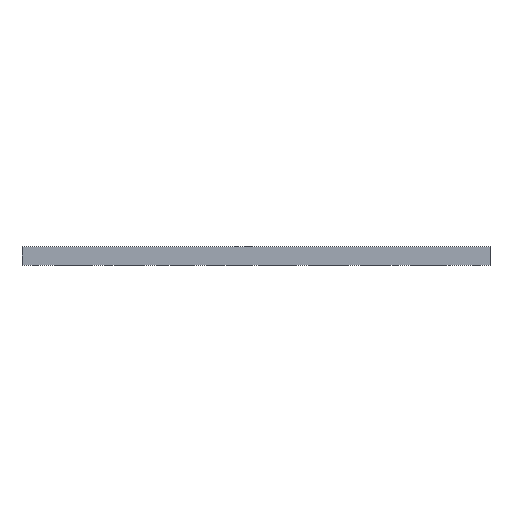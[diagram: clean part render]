
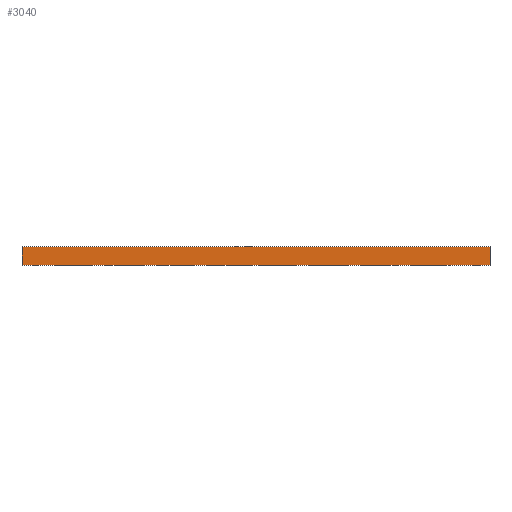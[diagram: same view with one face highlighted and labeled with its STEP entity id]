
A CAD part, front view. The second image highlights one B-rep face of the part: STEP entity #3040.
In plain terms, the highlighted planar face has unit normal (0, -1, 0).
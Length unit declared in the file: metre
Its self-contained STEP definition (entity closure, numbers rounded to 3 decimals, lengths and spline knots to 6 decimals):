
#836=ORIENTED_EDGE('',*,*,#1251,.F.);
#837=ORIENTED_EDGE('',*,*,#1239,.F.);
#838=ORIENTED_EDGE('',*,*,#1253,.T.);
#839=ORIENTED_EDGE('',*,*,#1169,.T.);
#1169=EDGE_CURVE('',#1515,#1514,#1855,.T.);
#1239=EDGE_CURVE('',#1521,#1518,#1925,.T.);
#1251=EDGE_CURVE('',#1518,#1514,#1929,.T.);
#1253=EDGE_CURVE('',#1521,#1515,#1931,.T.);
#1514=VERTEX_POINT('',#4587);
#1515=VERTEX_POINT('',#4589);
#1518=VERTEX_POINT('',#4690);
#1521=VERTEX_POINT('',#4696);
#1855=LINE('',#4588,#2257);
#1925=LINE('',#4697,#2327);
#1929=LINE('',#4720,#2331);
#1931=LINE('',#4728,#2333);
#2257=VECTOR('',#3726,1.);
#2327=VECTOR('',#3860,1.);
#2331=VECTOR('',#3886,1.);
#2333=VECTOR('',#3900,1.);
#2548=EDGE_LOOP('',(#836,#837,#838,#839));
#2764=FACE_BOUND('',#2548,.T.);
#2900=PLANE('',#3201);
#3040=ADVANCED_FACE('',(#2764),#2900,.T.);
#3201=AXIS2_PLACEMENT_3D('',#4727,#3898,#3899);
#3726=DIRECTION('',(0.,0.,-1.));
#3860=DIRECTION('',(0.,0.,-1.));
#3886=DIRECTION('',(-1.,0.,0.));
#3898=DIRECTION('',(0.,-1.,0.));
#3899=DIRECTION('',(0.,0.,-1.));
#3900=DIRECTION('',(-1.,0.,0.));
#4587=CARTESIAN_POINT('',(-0.0875,-0.040175,0.));
#4588=CARTESIAN_POINT('',(-0.0875,-0.040175,0.007));
#4589=CARTESIAN_POINT('',(-0.0875,-0.040175,0.007));
#4690=CARTESIAN_POINT('',(0.0875,-0.040175,0.));
#4696=CARTESIAN_POINT('',(0.0875,-0.040175,0.007));
#4697=CARTESIAN_POINT('',(0.0875,-0.040175,0.007));
#4720=CARTESIAN_POINT('',(0.,-0.040175,0.));
#4727=CARTESIAN_POINT('',(0.,-0.040175,0.007));
#4728=CARTESIAN_POINT('',(0.,-0.040175,0.007));
